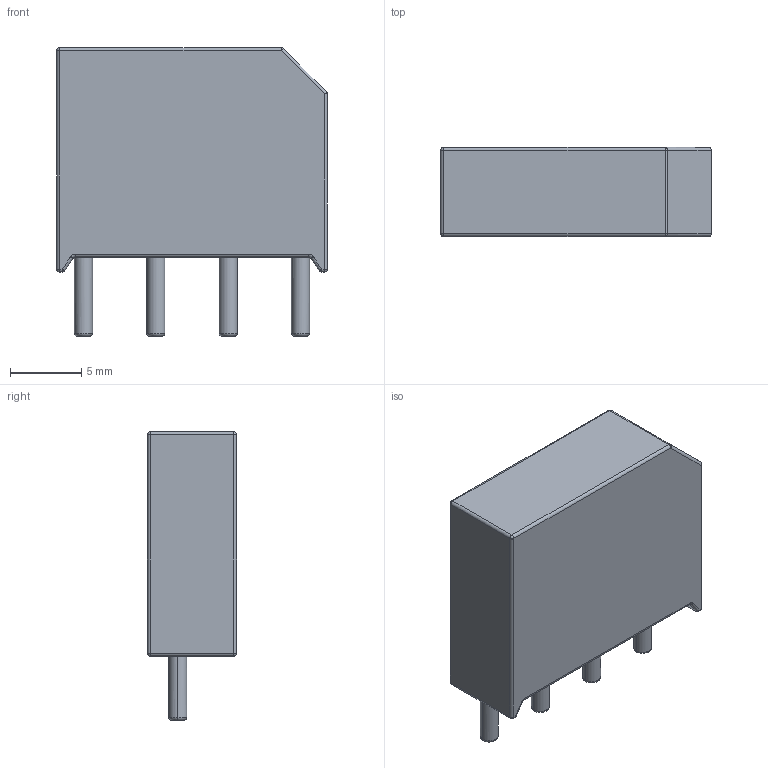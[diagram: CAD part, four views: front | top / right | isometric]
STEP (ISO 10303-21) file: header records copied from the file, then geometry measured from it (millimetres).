
FILE_DESCRIPTION (( 'STEP AP214' ), '1' );
FILE_NAME ('User Library-KBL-1.STEP', '2015-04-08T01:20:08', ( 'Windows User' ), ( '' ), 'SwSTEP 2.0', 'SolidWorks 2015', '' );
FILE_SCHEMA (( 'AUTOMOTIVE_DESIGN' ));
Length unit declared in the file: millimetre
Products named in the file (1): User Library-KBL-1
Bounding box: 19 x 6.25 x 20.25 mm (x, y, z)
Volume: 1752.7 mm3; surface area: 1055.4 mm2
Topology: 1 solids, 1 shells, 112 faces, 469 edges, 388 vertices
Faces by surface type: plane 54, cylinder 34, torus 12, sphere 12
Entity records: 7798 total; most frequent: CARTESIAN_POINT 2709, ORIENTED_EDGE 914, DIRECTION 636, EDGE_CURVE 457, VERTEX_POINT 388, LINE 242, VECTOR 242, AXIS2_PLACEMENT_3D 197
